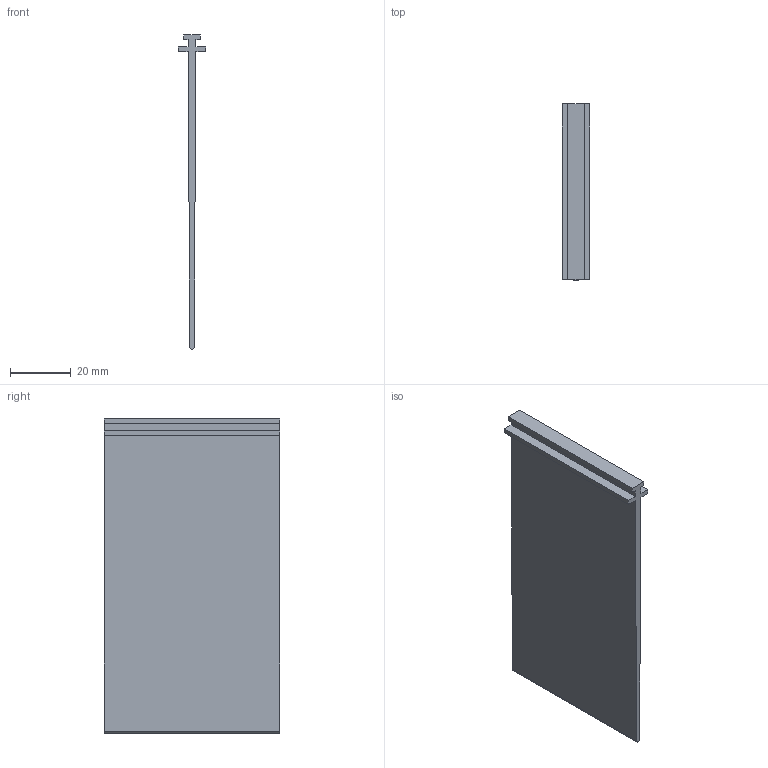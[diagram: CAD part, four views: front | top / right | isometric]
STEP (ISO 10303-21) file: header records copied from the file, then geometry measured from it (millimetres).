
FILE_DESCRIPTION(('CATIA V5 STEP Exchange'),'2;1');
FILE_NAME('1SDH001294R0021_1PA_001_00_A1_2p_PS_100mm_inf.stp','2014-12-04T15:40:55+00:00',('none'),('none'),'CATIA Version 5 Release 20 SP 1 (IN-10)','CATIA V5 STEP AP214','none');
FILE_SCHEMA(('AUTOMOTIVE_DESIGN { 1 0 10303 214 1 1 1 1 }'));
Length unit declared in the file: millimetre
Products named in the file (1): 1SDH001294R0021_1PA_001_00_A1_2p_PS_100mm_inf
Bounding box: 9 x 58 x 103.8 mm (x, y, z)
Volume: 13023.8 mm3; surface area: 13767.6 mm2
Topology: 1 solids, 1 shells, 18 faces, 48 edges, 32 vertices
Faces by surface type: plane 17, cylinder 1
Entity records: 565 total; most frequent: CARTESIAN_POINT 97, ORIENTED_EDGE 96, DIRECTION 80, EDGE_CURVE 48, VECTOR 46, LINE 46, VERTEX_POINT 32, AXIS2_PLACEMENT_3D 19
